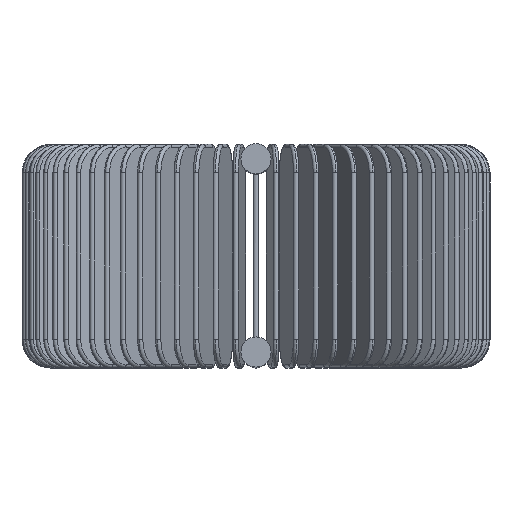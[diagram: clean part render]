
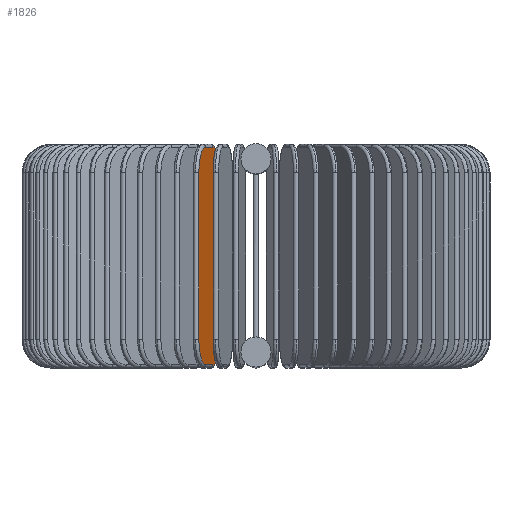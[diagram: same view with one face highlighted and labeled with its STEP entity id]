
A CAD part, top view. The second image highlights one B-rep face of the part: STEP entity #1826.
In plain terms, the highlighted planar face has unit normal (0.966, 0, 0.259).
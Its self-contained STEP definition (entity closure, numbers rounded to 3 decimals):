
#1826=ADVANCED_FACE('',(#3310),#3311,.T.);
#3310=FACE_OUTER_BOUND('',#5342,.T.);
#3311=PLANE('',#5343);
#5342=EDGE_LOOP('',(#10253,#10254,#10255,#10256,#10257,#10258,#10259,#10260));
#5343=AXIS2_PLACEMENT_3D('',#10261,#10262,#10263);
#10253=ORIENTED_EDGE('',*,*,#15904,.T.);
#10254=ORIENTED_EDGE('',*,*,#15929,.T.);
#10255=ORIENTED_EDGE('',*,*,#15930,.T.);
#10256=ORIENTED_EDGE('',*,*,#15931,.T.);
#10257=ORIENTED_EDGE('',*,*,#15912,.T.);
#10258=ORIENTED_EDGE('',*,*,#15932,.T.);
#10259=ORIENTED_EDGE('',*,*,#15919,.T.);
#10260=ORIENTED_EDGE('',*,*,#15927,.T.);
#10261=CARTESIAN_POINT('',(-2.583,0.0,10.129));
#10262=DIRECTION('',(0.966,0.0,0.259));
#10263=DIRECTION('',(0.0,-1.0,0.0));
#15904=EDGE_CURVE('',#19317,#19315,#19318,.T.);
#15912=EDGE_CURVE('',#19333,#19331,#19334,.T.);
#15919=EDGE_CURVE('',#19346,#19344,#19347,.T.);
#15927=EDGE_CURVE('',#19344,#19317,#19359,.T.);
#15929=EDGE_CURVE('',#19315,#19361,#19362,.T.);
#15930=EDGE_CURVE('',#19361,#19363,#19364,.T.);
#15931=EDGE_CURVE('',#19363,#19333,#19365,.T.);
#15932=EDGE_CURVE('',#19331,#19346,#19366,.T.);
#19315=VERTEX_POINT('',#23941);
#19317=VERTEX_POINT('',#23943);
#19318=CIRCLE('',#23944,1.143);
#19331=VERTEX_POINT('',#23957);
#19333=VERTEX_POINT('',#23959);
#19334=CIRCLE('',#23960,1.143);
#19344=VERTEX_POINT('',#23970);
#19346=VERTEX_POINT('',#23972);
#19347=CIRCLE('',#23973,1.143);
#19359=LINE('',#23989,#23990);
#19361=VERTEX_POINT('',#23992);
#19362=LINE('',#23993,#23994);
#19363=VERTEX_POINT('',#23995);
#19364=CIRCLE('',#23996,1.143);
#19365=LINE('',#23997,#23998);
#19366=LINE('',#23999,#24000);
#23941=CARTESIAN_POINT('',(-2.254,0.127,8.902));
#23943=CARTESIAN_POINT('',(-2.55,1.27,10.006));
#23944=AXIS2_PLACEMENT_3D('',#29744,#29745,#29746);
#23957=CARTESIAN_POINT('',(-1.925,9.855,7.675));
#23959=CARTESIAN_POINT('',(-1.629,8.712,6.571));
#23960=AXIS2_PLACEMENT_3D('',#29768,#29769,#29770);
#23970=CARTESIAN_POINT('',(-2.55,8.712,10.006));
#23972=CARTESIAN_POINT('',(-2.254,9.855,8.902));
#23973=AXIS2_PLACEMENT_3D('',#29789,#29790,#29791);
#23989=CARTESIAN_POINT('',(-2.55,8.712,10.006));
#23990=VECTOR('',#29805,7.442);
#23992=CARTESIAN_POINT('',(-1.925,0.127,7.675));
#23993=CARTESIAN_POINT('',(-2.254,0.127,8.902));
#23994=VECTOR('',#29809,1.27);
#23995=CARTESIAN_POINT('',(-1.629,1.27,6.571));
#23996=AXIS2_PLACEMENT_3D('',#29810,#29811,#29812);
#23997=CARTESIAN_POINT('',(-1.629,1.27,6.571));
#23998=VECTOR('',#29813,7.442);
#23999=CARTESIAN_POINT('',(-1.925,9.855,7.675));
#24000=VECTOR('',#29814,1.27);
#29744=CARTESIAN_POINT('',(-2.254,1.27,8.902));
#29745=DIRECTION('',(0.966,0.0,0.259));
#29746=DIRECTION('',(-0.259,0.0,0.966));
#29768=CARTESIAN_POINT('',(-1.925,8.712,7.675));
#29769=DIRECTION('',(0.966,0.0,0.259));
#29770=DIRECTION('',(0.259,0.0,-0.966));
#29789=CARTESIAN_POINT('',(-2.254,8.712,8.902));
#29790=DIRECTION('',(0.966,-0.0,0.259));
#29791=DIRECTION('',(0.0,1.0,0.0));
#29805=DIRECTION('',(0.0,-1.0,0.0));
#29809=DIRECTION('',(0.259,0.0,-0.966));
#29810=CARTESIAN_POINT('',(-1.925,1.27,7.675));
#29811=DIRECTION('',(0.966,0.0,0.259));
#29812=DIRECTION('',(0.0,-1.0,0.0));
#29813=DIRECTION('',(0.0,1.0,0.0));
#29814=DIRECTION('',(-0.259,0.0,0.966));
